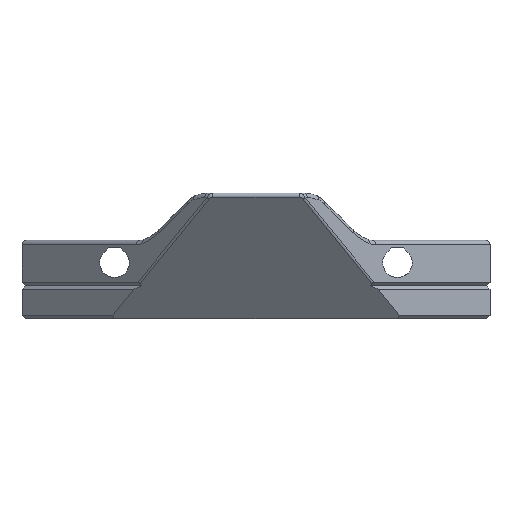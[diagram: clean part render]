
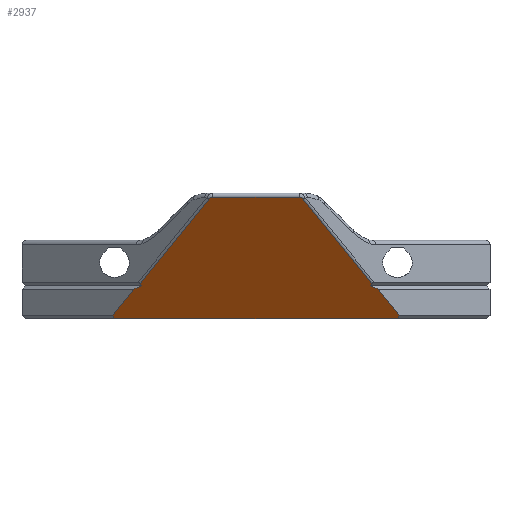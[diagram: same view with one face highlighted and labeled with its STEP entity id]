
A CAD part, front view. The second image highlights one B-rep face of the part: STEP entity #2937.
In plain terms, the highlighted planar face has unit normal (0, -0.788, -0.616).
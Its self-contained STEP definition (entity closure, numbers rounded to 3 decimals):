
#111=ELLIPSE('',#3176,0.367,0.2);
#112=ELLIPSE('',#3177,0.367,0.2);
#229=LINE('',#4492,#499);
#265=LINE('',#4577,#535);
#267=LINE('',#4581,#537);
#270=LINE('',#4587,#540);
#271=LINE('',#4588,#541);
#272=LINE('',#4590,#542);
#273=LINE('',#4592,#543);
#274=LINE('',#4596,#544);
#275=LINE('',#4600,#545);
#276=LINE('',#4602,#546);
#277=LINE('',#4604,#547);
#278=LINE('',#4605,#548);
#499=VECTOR('',#3608,1000.);
#535=VECTOR('',#3676,1000.);
#537=VECTOR('',#3680,1000.);
#540=VECTOR('',#3685,1000.);
#541=VECTOR('',#3686,1000.);
#542=VECTOR('',#3687,1000.);
#543=VECTOR('',#3688,1000.);
#544=VECTOR('',#3691,1000.);
#545=VECTOR('',#3694,1000.);
#546=VECTOR('',#3695,1000.);
#547=VECTOR('',#3696,1000.);
#548=VECTOR('',#3697,1000.);
#916=ORIENTED_EDGE('',*,*,#1670,.F.);
#917=ORIENTED_EDGE('',*,*,#1716,.T.);
#918=ORIENTED_EDGE('',*,*,#1713,.T.);
#919=ORIENTED_EDGE('',*,*,#1717,.T.);
#920=ORIENTED_EDGE('',*,*,#1718,.T.);
#921=ORIENTED_EDGE('',*,*,#1719,.T.);
#922=ORIENTED_EDGE('',*,*,#1720,.T.);
#923=ORIENTED_EDGE('',*,*,#1721,.T.);
#924=ORIENTED_EDGE('',*,*,#1722,.F.);
#925=ORIENTED_EDGE('',*,*,#1723,.F.);
#926=ORIENTED_EDGE('',*,*,#1724,.F.);
#927=ORIENTED_EDGE('',*,*,#1725,.T.);
#928=ORIENTED_EDGE('',*,*,#1711,.F.);
#929=ORIENTED_EDGE('',*,*,#1726,.T.);
#1670=EDGE_CURVE('',#2073,#2074,#229,.T.);
#1711=EDGE_CURVE('',#2106,#2107,#265,.T.);
#1713=EDGE_CURVE('',#2108,#2109,#267,.T.);
#1716=EDGE_CURVE('',#2073,#2108,#270,.T.);
#1717=EDGE_CURVE('',#2109,#2110,#271,.T.);
#1718=EDGE_CURVE('',#2110,#2111,#272,.F.);
#1719=EDGE_CURVE('',#2111,#2112,#273,.F.);
#1720=EDGE_CURVE('',#2112,#2113,#111,.F.);
#1721=EDGE_CURVE('',#2113,#2114,#274,.T.);
#1722=EDGE_CURVE('',#2115,#2114,#112,.F.);
#1723=EDGE_CURVE('',#2116,#2115,#275,.F.);
#1724=EDGE_CURVE('',#2117,#2116,#276,.F.);
#1725=EDGE_CURVE('',#2117,#2107,#277,.F.);
#1726=EDGE_CURVE('',#2106,#2074,#278,.F.);
#2073=VERTEX_POINT('',#4491);
#2074=VERTEX_POINT('',#4493);
#2106=VERTEX_POINT('',#4576);
#2107=VERTEX_POINT('',#4578);
#2108=VERTEX_POINT('',#4582);
#2109=VERTEX_POINT('',#4583);
#2110=VERTEX_POINT('',#4589);
#2111=VERTEX_POINT('',#4591);
#2112=VERTEX_POINT('',#4593);
#2113=VERTEX_POINT('',#4595);
#2114=VERTEX_POINT('',#4597);
#2115=VERTEX_POINT('',#4599);
#2116=VERTEX_POINT('',#4601);
#2117=VERTEX_POINT('',#4603);
#2410=EDGE_LOOP('',(#916,#917,#918,#919,#920,#921,#922,#923,#924,#925,#926,
#927,#928,#929));
#2626=FACE_BOUND('',#2410,.T.);
#2821=PLANE('',#3175);
#2937=ADVANCED_FACE('',(#2626),#2821,.F.);
#3175=AXIS2_PLACEMENT_3D('',#4586,#3683,#3684);
#3176=AXIS2_PLACEMENT_3D('',#4594,#3689,#3690);
#3177=AXIS2_PLACEMENT_3D('',#4598,#3692,#3693);
#3608=DIRECTION('',(-1.,0.,0.));
#3676=DIRECTION('',(0.54,-0.518,0.663));
#3680=DIRECTION('',(-0.54,-0.518,0.663));
#3683=DIRECTION('',(0.,0.788,0.616));
#3684=DIRECTION('',(1.,0.,0.));
#3685=DIRECTION('',(0.445,-0.551,0.706));
#3686=DIRECTION('',(-0.872,-0.301,0.386));
#3687=DIRECTION('',(-0.445,0.551,-0.706));
#3688=DIRECTION('',(0.54,0.518,-0.663));
#3689=DIRECTION('',(0.,0.788,0.616));
#3690=DIRECTION('',(0.861,0.313,-0.4));
#3691=DIRECTION('',(-1.,0.,0.));
#3692=DIRECTION('',(0.,-0.788,-0.616));
#3693=DIRECTION('',(-0.861,0.313,-0.4));
#3694=DIRECTION('',(-0.54,0.518,-0.663));
#3695=DIRECTION('',(0.445,0.551,-0.706));
#3696=DIRECTION('',(0.872,-0.301,0.386));
#3697=DIRECTION('',(-0.445,-0.551,0.706));
#4491=CARTESIAN_POINT('',(16.188,-12.243,0.));
#4492=CARTESIAN_POINT('',(-11.1,-12.243,0.));
#4493=CARTESIAN_POINT('',(-16.188,-12.243,0.));
#4576=CARTESIAN_POINT('',(-16.44,-12.556,0.4));
#4577=CARTESIAN_POINT('',(-18.708,-10.382,-2.383));
#4578=CARTESIAN_POINT('',(-13.994,-14.9,3.4));
#4581=CARTESIAN_POINT('',(18.708,-10.382,-2.383));
#4582=CARTESIAN_POINT('',(16.44,-12.556,0.4));
#4583=CARTESIAN_POINT('',(13.994,-14.9,3.4));
#4586=CARTESIAN_POINT('',(2.754,-25.263,16.665));
#4587=CARTESIAN_POINT('',(15.158,-10.967,-1.634));
#4588=CARTESIAN_POINT('',(13.925,-14.924,3.431));
#4589=CARTESIAN_POINT('',(13.09,-15.212,3.8));
#4590=CARTESIAN_POINT('',(13.185,-15.33,3.95));
#4591=CARTESIAN_POINT('',(13.261,-15.424,4.071));
#4592=CARTESIAN_POINT('',(5.303,-23.051,13.833));
#4593=CARTESIAN_POINT('',(5.399,-22.959,13.715));
#4594=CARTESIAN_POINT('',(5.11,-22.959,13.715));
#4595=CARTESIAN_POINT('',(4.947,-23.115,13.915));
#4596=CARTESIAN_POINT('',(2.754,-23.115,13.915));
#4597=CARTESIAN_POINT('',(-4.947,-23.115,13.915));
#4598=CARTESIAN_POINT('',(-5.11,-22.959,13.715));
#4599=CARTESIAN_POINT('',(-5.399,-22.959,13.715));
#4600=CARTESIAN_POINT('',(-5.303,-23.051,13.833));
#4601=CARTESIAN_POINT('',(-13.261,-15.424,4.071));
#4602=CARTESIAN_POINT('',(-13.185,-15.33,3.95));
#4603=CARTESIAN_POINT('',(-13.09,-15.212,3.8));
#4604=CARTESIAN_POINT('',(-20.307,-12.718,0.607));
#4605=CARTESIAN_POINT('',(-16.298,-12.381,0.176));
